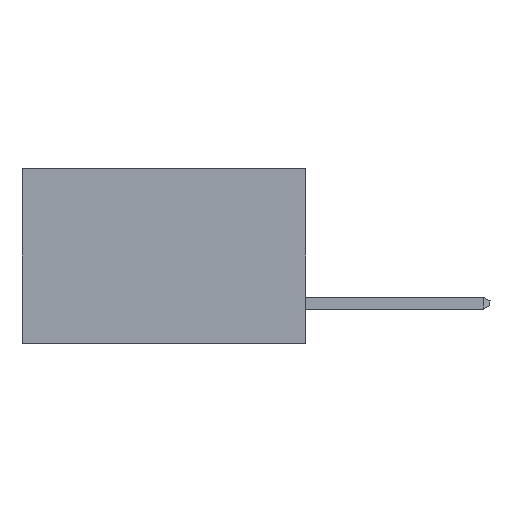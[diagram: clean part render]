
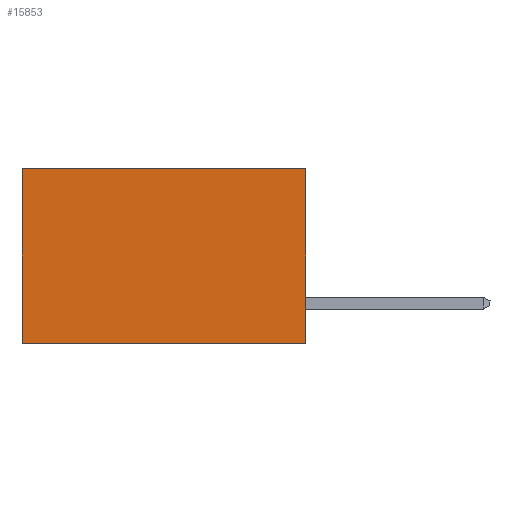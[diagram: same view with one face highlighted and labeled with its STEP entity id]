
A CAD part, left-side view. The second image highlights one B-rep face of the part: STEP entity #15853.
In plain terms, the highlighted planar face has unit normal (-1, 0, 0).
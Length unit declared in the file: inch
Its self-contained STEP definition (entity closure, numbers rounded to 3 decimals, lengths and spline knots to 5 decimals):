
#159 = DIRECTION ( 'NONE',  ( 0., 1., 0. ) ) ;
#863 = EDGE_CURVE ( 'NONE', #7010, #5828, #1612, .T. ) ;
#1045 = CARTESIAN_POINT ( 'NONE',  ( 0.298, 0.6, -0.37 ) ) ;
#1552 = CARTESIAN_POINT ( 'NONE',  ( 0.298, 0., 0. ) ) ;
#1612 = LINE ( 'NONE', #18346, #17624 ) ;
#1809 = DIRECTION ( 'NONE',  ( 0., 1., 0. ) ) ;
#1890 = CARTESIAN_POINT ( 'NONE',  ( 0.298, 0., 0. ) ) ;
#2229 = AXIS2_PLACEMENT_3D ( 'NONE', #1552, #8699, #7272 ) ;
#3906 = ORIENTED_EDGE ( 'NONE', *, *, #863, .T. ) ;
#4197 = CARTESIAN_POINT ( 'NONE',  ( 0.298, 0., 0. ) ) ;
#4438 = PLANE ( 'NONE',  #2229 ) ;
#4683 = ORIENTED_EDGE ( 'NONE', *, *, #4839, .T. ) ;
#4839 = EDGE_CURVE ( 'NONE', #8398, #7010, #11951, .T. ) ;
#4893 = VECTOR ( 'NONE', #159, 39.37008 ) ;
#5828 = VERTEX_POINT ( 'NONE', #1045 ) ;
#5984 = ORIENTED_EDGE ( 'NONE', *, *, #16507, .F. ) ;
#7010 = VERTEX_POINT ( 'NONE', #18295 ) ;
#7272 = DIRECTION ( 'NONE',  ( 0., 0., -1. ) ) ;
#7420 = DIRECTION ( 'NONE',  ( 0., 0., -1. ) ) ;
#7737 = CARTESIAN_POINT ( 'NONE',  ( 0.298, 0., 0. ) ) ;
#8398 = VERTEX_POINT ( 'NONE', #1890 ) ;
#8551 = ORIENTED_EDGE ( 'NONE', *, *, #19111, .F. ) ;
#8699 = DIRECTION ( 'NONE',  ( 1., 0., 0. ) ) ;
#9417 = DIRECTION ( 'NONE',  ( 0., 0., -1. ) ) ;
#9523 = VECTOR ( 'NONE', #7420, 39.37008 ) ;
#11951 = LINE ( 'NONE', #7737, #18735 ) ;
#13385 = VERTEX_POINT ( 'NONE', #15519 ) ;
#13694 = CARTESIAN_POINT ( 'NONE',  ( 0.298, 0., -0.37 ) ) ;
#14315 = EDGE_LOOP ( 'NONE', ( #3906, #5984, #8551, #4683 ) ) ;
#15380 = LINE ( 'NONE', #4197, #9523 ) ;
#15519 = CARTESIAN_POINT ( 'NONE',  ( 0.298, 0., -0.37 ) ) ;
#15712 = LINE ( 'NONE', #13694, #4893 ) ;
#15853 = ADVANCED_FACE ( 'NONE', ( #18608 ), #4438, .F. ) ;
#16507 = EDGE_CURVE ( 'NONE', #13385, #5828, #15712, .T. ) ;
#17624 = VECTOR ( 'NONE', #9417, 39.37008 ) ;
#18295 = CARTESIAN_POINT ( 'NONE',  ( 0.298, 0.6, 0. ) ) ;
#18346 = CARTESIAN_POINT ( 'NONE',  ( 0.298, 0.6, 0. ) ) ;
#18608 = FACE_OUTER_BOUND ( 'NONE', #14315, .T. ) ;
#18735 = VECTOR ( 'NONE', #1809, 39.37008 ) ;
#19111 = EDGE_CURVE ( 'NONE', #8398, #13385, #15380, .T. ) ;
